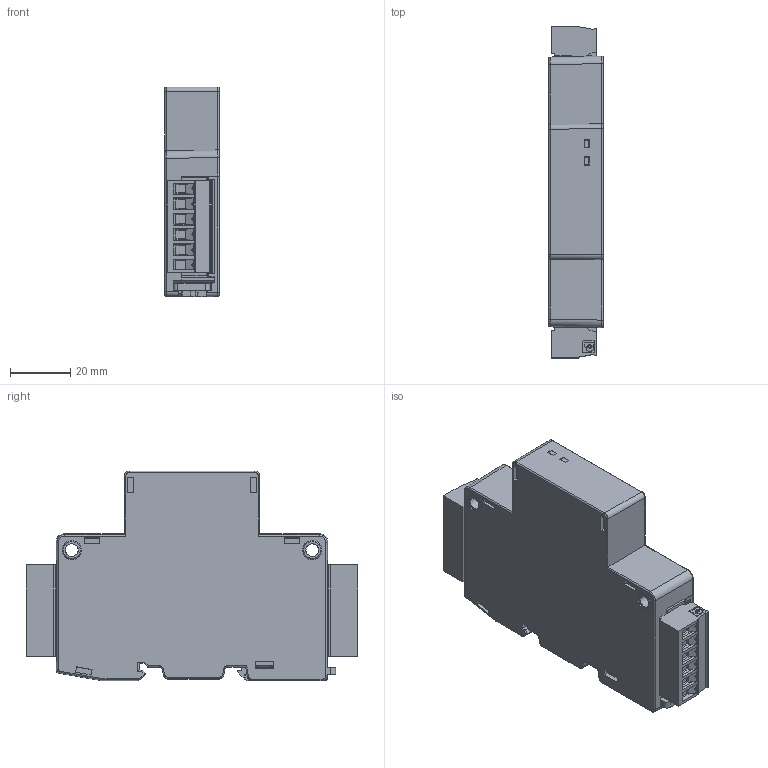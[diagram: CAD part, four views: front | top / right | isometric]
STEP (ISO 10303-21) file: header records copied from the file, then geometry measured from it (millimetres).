
FILE_DESCRIPTION((''),'2;1');
FILE_NAME('MILLENIUM_SLIM_AVEC_BONIER','2021-03-17T',('LPADBY2'),('CROUZET-AUTOMATISMES'),'CREO PARAMETRIC BY PTC INC, 2017170','CREO PARAMETRIC BY PTC INC, 2017170','');
FILE_SCHEMA(('AP203_CONFIGURATION_CONTROLLED_3D_DESIGN_OF_MECHANICAL_PARTS_AND_ASSEMBLIES_MIM_LF { 1 0 10303 403 2 1 2 }'));
Length unit declared in the file: millimetre
Products named in the file (1): MILLENIUM_SLIM_AVEC_BONIER
Bounding box: 17.95 x 109.99 x 69.6 mm (x, y, z)
Volume: 96985.5 mm3; surface area: 29299.1 mm2
Topology: 1 solids, 13 shells, 1370 faces, 3613 edges, 2311 vertices
Faces by surface type: plane 944, cylinder 321, bspline 48, cone 37, sphere 10, torus 10
Entity records: 49624 total; most frequent: CARTESIAN_POINT 11317, ORIENTED_EDGE 7206, DIRECTION 6606, EDGE_CURVE 3603, VECTOR 2724, LINE 2724, VERTEX_POINT 2311, AXIS2_PLACEMENT_3D 1941
